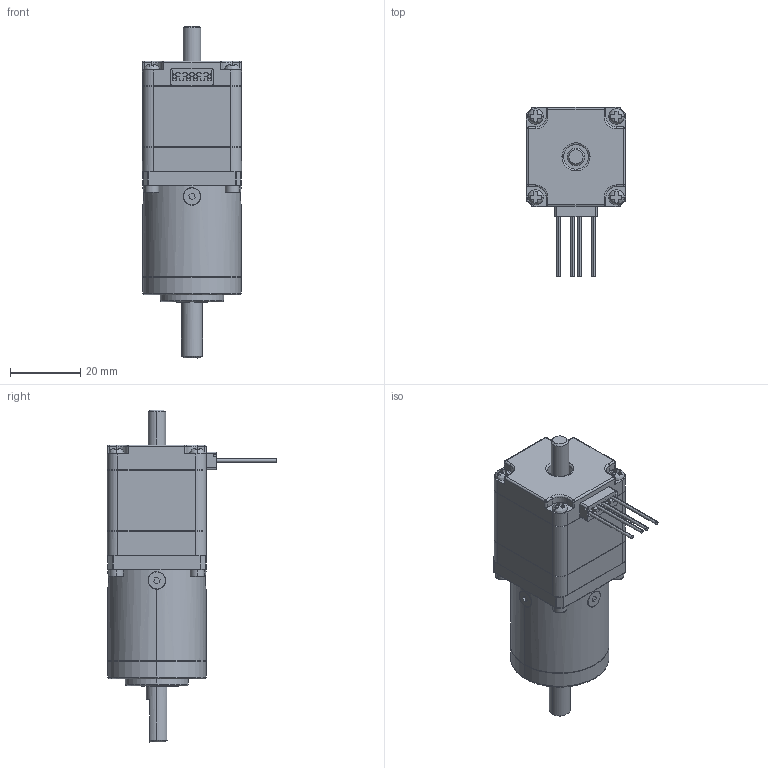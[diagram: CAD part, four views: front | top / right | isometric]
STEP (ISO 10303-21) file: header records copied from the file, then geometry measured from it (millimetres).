
FILE_DESCRIPTION (( 'STEP AP214' ), '1' );
FILE_NAME ('11HS12-0674D-PG27.STEP', '2018-03-07T04:42:59', ( '' ), ( '' ), 'SwSTEP 2.0', 'SolidWorks 2014', '' );
FILE_SCHEMA (( 'AUTOMOTIVE_DESIGN' ));
Length unit declared in the file: millimetre
Products named in the file (1): 11HS12-0674D-PG27
Bounding box: 28.2 x 48.2 x 94.5 mm (x, y, z)
Volume: 47964.4 mm3; surface area: 9959.3 mm2
Topology: 5 solids, 5 shells, 481 faces, 1223 edges, 758 vertices
Faces by surface type: plane 275, cylinder 143, bspline 50, cone 13
Entity records: 20580 total; most frequent: CARTESIAN_POINT 3867, ORIENTED_EDGE 2390, DIRECTION 2324, EDGE_CURVE 1195, AXIS2_PLACEMENT_3D 793, VERTEX_POINT 758, VECTOR 738, LINE 738
